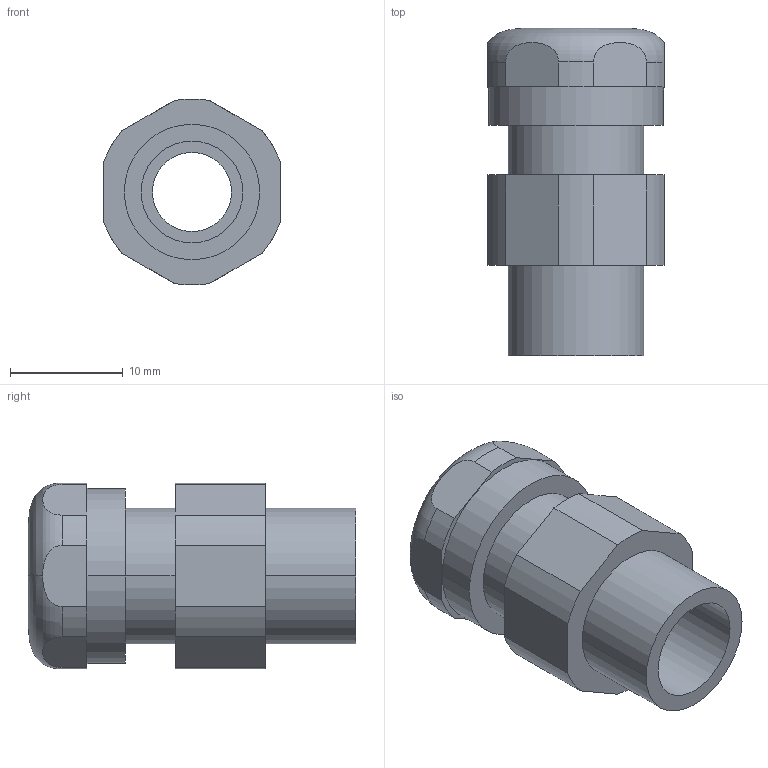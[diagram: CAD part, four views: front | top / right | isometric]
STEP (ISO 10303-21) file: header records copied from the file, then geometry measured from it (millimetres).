
FILE_DESCRIPTION((''),'2;1');
FILE_NAME('12_ASM','2021-05-12T',('marketing.praksa'),('Audax d.o.o.'),'CREO PARAMETRIC BY PTC INC, 2017480','CREO PARAMETRIC BY PTC INC, 2017480','');
FILE_SCHEMA(('AUTOMOTIVE_DESIGN { 1 0 10303 214 1 1 1 1 }'));
Products named in the file (4): PRT9535; ASM0104556_ASM; 12-WL; 12_ASM
Assembly tree (3 placements, depth 3):
  12_ASM
    ASM0104556_ASM
      PRT9535
    12-WL
Bounding box: 15.59 x 29 x 16.47 mm (x, y, z)
Volume: 3349.1 mm3; surface area: 2460.4 mm2
Topology: 4 solids, 4 shells, 148 faces, 400 edges, 268 vertices
Faces by surface type: plane 76, cylinder 70, revolution 2
Entity records: 7508 total; most frequent: CARTESIAN_POINT 1157, ORIENTED_EDGE 800, DIRECTION 794, PRESENTATION_STYLE_ASSIGNMENT 554, STYLED_ITEM 554, CURVE_STYLE 402, EDGE_CURVE 400, AXIS2_PLACEMENT_3D 274
